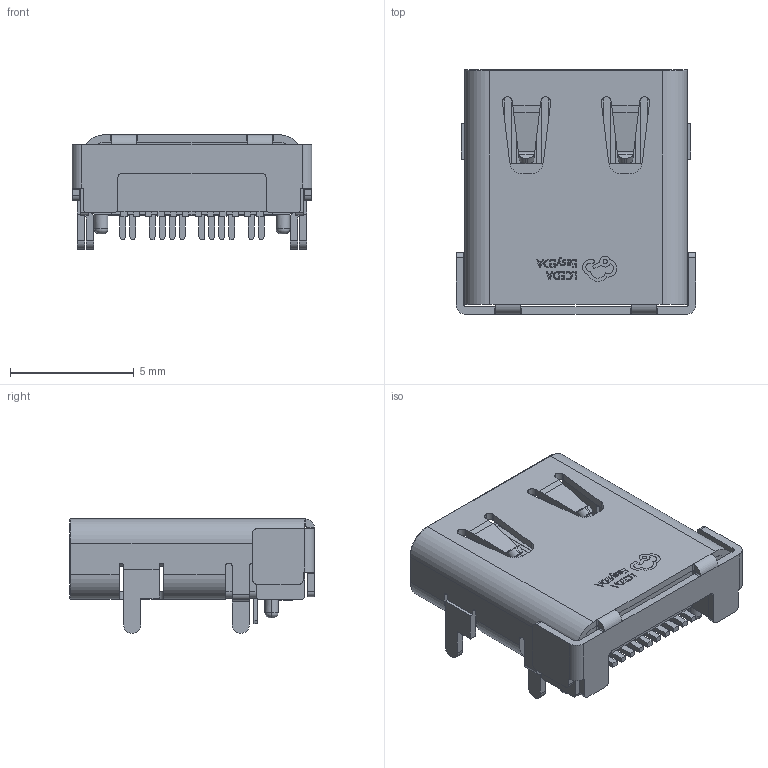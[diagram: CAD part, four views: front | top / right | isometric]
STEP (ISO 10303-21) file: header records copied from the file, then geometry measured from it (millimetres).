
FILE_DESCRIPTION (( 'STEP AP214' ), '1' );
FILE_NAME ('USB-TYPE-C-TH_24P-L9.8-W9.8-H3.3.step', '2022-07-15T09:52:21', ( '' ), ( '' ), 'SwSTEP 2.0', 'SolidWorks 2020', '' );
FILE_SCHEMA (( 'AUTOMOTIVE_DESIGN' ));
Length unit declared in the file: millimetre
Products named in the file (1): USB-TYPE-C-TH_24P-L9.8-W9.8-H3.3
Bounding box: 9.7 x 9.9 x 4.64 mm (x, y, z)
Volume: 182.5 mm3; surface area: 516.2 mm2
Topology: 14 solids, 14 shells, 847 faces, 2256 edges, 1476 vertices
Faces by surface type: plane 577, cylinder 144, bspline 112, torus 14
Entity records: 36931 total; most frequent: CARTESIAN_POINT 7080, ORIENTED_EDGE 4512, DIRECTION 3714, EDGE_CURVE 2256, LINE 1710, VECTOR 1710, VERTEX_POINT 1476, AXIS2_PLACEMENT_3D 1002
